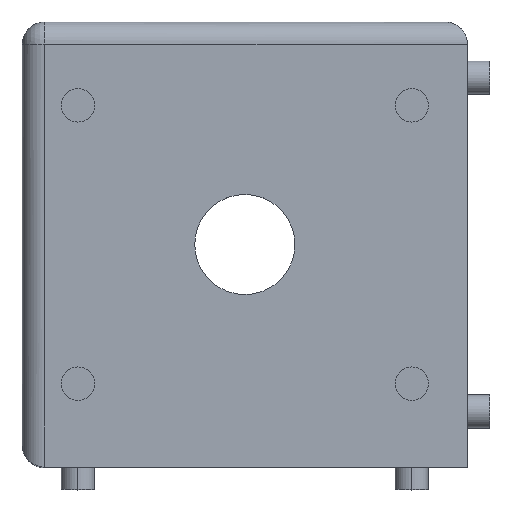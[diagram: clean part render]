
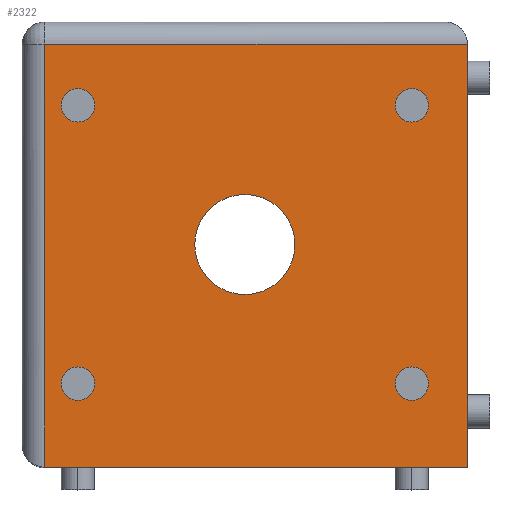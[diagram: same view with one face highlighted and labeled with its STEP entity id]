
A CAD part, top view. The second image highlights one B-rep face of the part: STEP entity #2322.
In plain terms, the highlighted planar face has unit normal (0, 0, 1).
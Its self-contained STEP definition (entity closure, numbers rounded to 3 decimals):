
#16 = DIRECTION ( 'NONE',  ( 1., 0., 0. ) ) ;
#28 = ORIENTED_EDGE ( 'NONE', *, *, #392, .T. ) ;
#82 = DIRECTION ( 'NONE',  ( -1., 0., 0. ) ) ;
#167 = FACE_BOUND ( 'NONE', #767, .T. ) ;
#170 = AXIS2_PLACEMENT_3D ( 'NONE', #587, #1163, #401 ) ;
#175 = CARTESIAN_POINT ( 'NONE',  ( -18., 18., 20. ) ) ;
#176 = CARTESIAN_POINT ( 'NONE',  ( -15., 11., 20. ) ) ;
#202 = LINE ( 'NONE', #837, #1291 ) ;
#215 = CARTESIAN_POINT ( 'NONE',  ( 20., 20., 20. ) ) ;
#221 = AXIS2_PLACEMENT_3D ( 'NONE', #1197, #1594, #1940 ) ;
#228 = DIRECTION ( 'NONE',  ( 0., 0., -1. ) ) ;
#254 = CARTESIAN_POINT ( 'NONE',  ( 15., -11., 20. ) ) ;
#258 = AXIS2_PLACEMENT_3D ( 'NONE', #1836, #686, #1998 ) ;
#281 = DIRECTION ( 'NONE',  ( 0., 0., -1. ) ) ;
#285 = EDGE_LOOP ( 'NONE', ( #870, #335 ) ) ;
#301 = EDGE_LOOP ( 'NONE', ( #1046, #1968, #1933, #1612 ) ) ;
#319 = CARTESIAN_POINT ( 'NONE',  ( 0., 0., 20. ) ) ;
#335 = ORIENTED_EDGE ( 'NONE', *, *, #1701, .F. ) ;
#351 = EDGE_LOOP ( 'NONE', ( #2358, #1906 ) ) ;
#358 = DIRECTION ( 'NONE',  ( 0., -1., 0. ) ) ;
#372 = FACE_BOUND ( 'NONE', #285, .T. ) ;
#375 = EDGE_CURVE ( 'NONE', #1213, #482, #2000, .T. ) ;
#376 = ORIENTED_EDGE ( 'NONE', *, *, #375, .T. ) ;
#389 = AXIS2_PLACEMENT_3D ( 'NONE', #319, #1064, #2031 ) ;
#392 = EDGE_CURVE ( 'NONE', #1659, #575, #2313, .T. ) ;
#401 = DIRECTION ( 'NONE',  ( -1., 0., 0. ) ) ;
#415 = FACE_BOUND ( 'NONE', #351, .T. ) ;
#423 = VERTEX_POINT ( 'NONE', #1854 ) ;
#429 = VECTOR ( 'NONE', #358, 1000. ) ;
#447 = VERTEX_POINT ( 'NONE', #913 ) ;
#467 = CIRCLE ( 'NONE', #1569, 4.5 ) ;
#482 = VERTEX_POINT ( 'NONE', #1874 ) ;
#507 = DIRECTION ( 'NONE',  ( 0., 0., 1. ) ) ;
#546 = LINE ( 'NONE', #1858, #429 ) ;
#575 = VERTEX_POINT ( 'NONE', #254 ) ;
#586 = ORIENTED_EDGE ( 'NONE', *, *, #1451, .T. ) ;
#587 = CARTESIAN_POINT ( 'NONE',  ( -20., 20., 20. ) ) ;
#617 = EDGE_LOOP ( 'NONE', ( #2113, #28 ) ) ;
#619 = VECTOR ( 'NONE', #2298, 1000. ) ;
#643 = CARTESIAN_POINT ( 'NONE',  ( 15., -14., 20. ) ) ;
#659 = CIRCLE ( 'NONE', #702, 1.5 ) ;
#663 = VECTOR ( 'NONE', #82, 1000. ) ;
#684 = DIRECTION ( 'NONE',  ( 0., 0., -1. ) ) ;
#685 = VERTEX_POINT ( 'NONE', #2106 ) ;
#686 = DIRECTION ( 'NONE',  ( 0., 0., -1. ) ) ;
#689 = CARTESIAN_POINT ( 'NONE',  ( 15., 11., 20. ) ) ;
#702 = AXIS2_PLACEMENT_3D ( 'NONE', #2127, #228, #2452 ) ;
#729 = CARTESIAN_POINT ( 'NONE',  ( -15., -11., 20. ) ) ;
#735 = FACE_OUTER_BOUND ( 'NONE', #301, .T. ) ;
#740 = DIRECTION ( 'NONE',  ( -1., 0., 0. ) ) ;
#764 = CARTESIAN_POINT ( 'NONE',  ( -20., 18., 20. ) ) ;
#767 = EDGE_LOOP ( 'NONE', ( #586, #2021 ) ) ;
#793 = CARTESIAN_POINT ( 'NONE',  ( -15., 12.5, 20. ) ) ;
#834 = VERTEX_POINT ( 'NONE', #1713 ) ;
#837 = CARTESIAN_POINT ( 'NONE',  ( -20., -20., 20. ) ) ;
#870 = ORIENTED_EDGE ( 'NONE', *, *, #2140, .F. ) ;
#898 = DIRECTION ( 'NONE',  ( 0., 1., 0. ) ) ;
#913 = CARTESIAN_POINT ( 'NONE',  ( -18., -20., 20. ) ) ;
#952 = DIRECTION ( 'NONE',  ( 0., 0., -1. ) ) ;
#997 = EDGE_CURVE ( 'NONE', #447, #834, #202, .T. ) ;
#1007 = EDGE_CURVE ( 'NONE', #1889, #834, #1033, .T. ) ;
#1033 = LINE ( 'NONE', #215, #619 ) ;
#1046 = ORIENTED_EDGE ( 'NONE', *, *, #1979, .T. ) ;
#1064 = DIRECTION ( 'NONE',  ( 0., 0., 1. ) ) ;
#1067 = CARTESIAN_POINT ( 'NONE',  ( 0., 0., 20. ) ) ;
#1131 = CARTESIAN_POINT ( 'NONE',  ( 15., -12.5, 20. ) ) ;
#1155 = FACE_BOUND ( 'NONE', #2116, .T. ) ;
#1163 = DIRECTION ( 'NONE',  ( 0., 0., -1. ) ) ;
#1193 = EDGE_CURVE ( 'NONE', #1256, #447, #546, .T. ) ;
#1197 = CARTESIAN_POINT ( 'NONE',  ( -15., 12.5, 20. ) ) ;
#1213 = VERTEX_POINT ( 'NONE', #729 ) ;
#1214 = CIRCLE ( 'NONE', #1727, 1.5 ) ;
#1256 = VERTEX_POINT ( 'NONE', #175 ) ;
#1268 = VERTEX_POINT ( 'NONE', #689 ) ;
#1291 = VECTOR ( 'NONE', #16, 1000. ) ;
#1348 = CARTESIAN_POINT ( 'NONE',  ( 20., 18., 20. ) ) ;
#1443 = DIRECTION ( 'NONE',  ( 0., 1., 0. ) ) ;
#1451 = EDGE_CURVE ( 'NONE', #423, #1526, #1214, .T. ) ;
#1452 = AXIS2_PLACEMENT_3D ( 'NONE', #1459, #281, #898 ) ;
#1459 = CARTESIAN_POINT ( 'NONE',  ( -15., -12.5, 20. ) ) ;
#1460 = ORIENTED_EDGE ( 'NONE', *, *, #1711, .T. ) ;
#1482 = EDGE_CURVE ( 'NONE', #2276, #1268, #659, .T. ) ;
#1526 = VERTEX_POINT ( 'NONE', #176 ) ;
#1536 = CIRCLE ( 'NONE', #221, 1.5 ) ;
#1554 = DIRECTION ( 'NONE',  ( 0., 0., -1. ) ) ;
#1569 = AXIS2_PLACEMENT_3D ( 'NONE', #1067, #507, #740 ) ;
#1594 = DIRECTION ( 'NONE',  ( 0., 0., -1. ) ) ;
#1612 = ORIENTED_EDGE ( 'NONE', *, *, #1007, .F. ) ;
#1632 = EDGE_CURVE ( 'NONE', #1526, #423, #1536, .T. ) ;
#1659 = VERTEX_POINT ( 'NONE', #643 ) ;
#1673 = CARTESIAN_POINT ( 'NONE',  ( -15., -12.5, 20. ) ) ;
#1679 = PLANE ( 'NONE',  #170 ) ;
#1701 = EDGE_CURVE ( 'NONE', #2272, #685, #467, .T. ) ;
#1708 = DIRECTION ( 'NONE',  ( 0., 1., 0. ) ) ;
#1711 = EDGE_CURVE ( 'NONE', #482, #1213, #1888, .T. ) ;
#1713 = CARTESIAN_POINT ( 'NONE',  ( 20., -20., 20. ) ) ;
#1727 = AXIS2_PLACEMENT_3D ( 'NONE', #793, #1554, #2110 ) ;
#1793 = EDGE_CURVE ( 'NONE', #1268, #2276, #2398, .T. ) ;
#1805 = AXIS2_PLACEMENT_3D ( 'NONE', #1673, #1823, #1443 ) ;
#1812 = CARTESIAN_POINT ( 'NONE',  ( 15., -12.5, 20. ) ) ;
#1821 = DIRECTION ( 'NONE',  ( 0., 1., 0. ) ) ;
#1823 = DIRECTION ( 'NONE',  ( 0., 0., -1. ) ) ;
#1836 = CARTESIAN_POINT ( 'NONE',  ( 15., 12.5, 20. ) ) ;
#1854 = CARTESIAN_POINT ( 'NONE',  ( -15., 14., 20. ) ) ;
#1858 = CARTESIAN_POINT ( 'NONE',  ( -18., 20., 20. ) ) ;
#1874 = CARTESIAN_POINT ( 'NONE',  ( -15., -14., 20. ) ) ;
#1888 = CIRCLE ( 'NONE', #1805, 1.5 ) ;
#1889 = VERTEX_POINT ( 'NONE', #1348 ) ;
#1906 = ORIENTED_EDGE ( 'NONE', *, *, #1793, .T. ) ;
#1931 = AXIS2_PLACEMENT_3D ( 'NONE', #1131, #952, #1708 ) ;
#1933 = ORIENTED_EDGE ( 'NONE', *, *, #997, .T. ) ;
#1940 = DIRECTION ( 'NONE',  ( 0., 1., 0. ) ) ;
#1968 = ORIENTED_EDGE ( 'NONE', *, *, #1193, .T. ) ;
#1977 = EDGE_CURVE ( 'NONE', #575, #1659, #2319, .T. ) ;
#1979 = EDGE_CURVE ( 'NONE', #1889, #1256, #2459, .T. ) ;
#1998 = DIRECTION ( 'NONE',  ( 0., 1., 0. ) ) ;
#2000 = CIRCLE ( 'NONE', #1452, 1.5 ) ;
#2021 = ORIENTED_EDGE ( 'NONE', *, *, #1632, .T. ) ;
#2031 = DIRECTION ( 'NONE',  ( -1., 0., 0. ) ) ;
#2059 = CARTESIAN_POINT ( 'NONE',  ( 4.5, 0., 20. ) ) ;
#2105 = FACE_BOUND ( 'NONE', #617, .T. ) ;
#2106 = CARTESIAN_POINT ( 'NONE',  ( -4.5, 0., 20. ) ) ;
#2110 = DIRECTION ( 'NONE',  ( 0., 1., 0. ) ) ;
#2113 = ORIENTED_EDGE ( 'NONE', *, *, #1977, .T. ) ;
#2116 = EDGE_LOOP ( 'NONE', ( #376, #1460 ) ) ;
#2127 = CARTESIAN_POINT ( 'NONE',  ( 15., 12.5, 20. ) ) ;
#2140 = EDGE_CURVE ( 'NONE', #685, #2272, #2201, .T. ) ;
#2201 = CIRCLE ( 'NONE', #389, 4.5 ) ;
#2272 = VERTEX_POINT ( 'NONE', #2059 ) ;
#2276 = VERTEX_POINT ( 'NONE', #2448 ) ;
#2298 = DIRECTION ( 'NONE',  ( 0., -1., 0. ) ) ;
#2313 = CIRCLE ( 'NONE', #2394, 1.5 ) ;
#2319 = CIRCLE ( 'NONE', #1931, 1.5 ) ;
#2322 = ADVANCED_FACE ( 'NONE', ( #2105, #415, #1155, #167, #372, #735 ), #1679, .F. ) ;
#2358 = ORIENTED_EDGE ( 'NONE', *, *, #1482, .T. ) ;
#2394 = AXIS2_PLACEMENT_3D ( 'NONE', #1812, #684, #1821 ) ;
#2398 = CIRCLE ( 'NONE', #258, 1.5 ) ;
#2448 = CARTESIAN_POINT ( 'NONE',  ( 15., 14., 20. ) ) ;
#2452 = DIRECTION ( 'NONE',  ( 0., 1., 0. ) ) ;
#2459 = LINE ( 'NONE', #764, #663 ) ;
